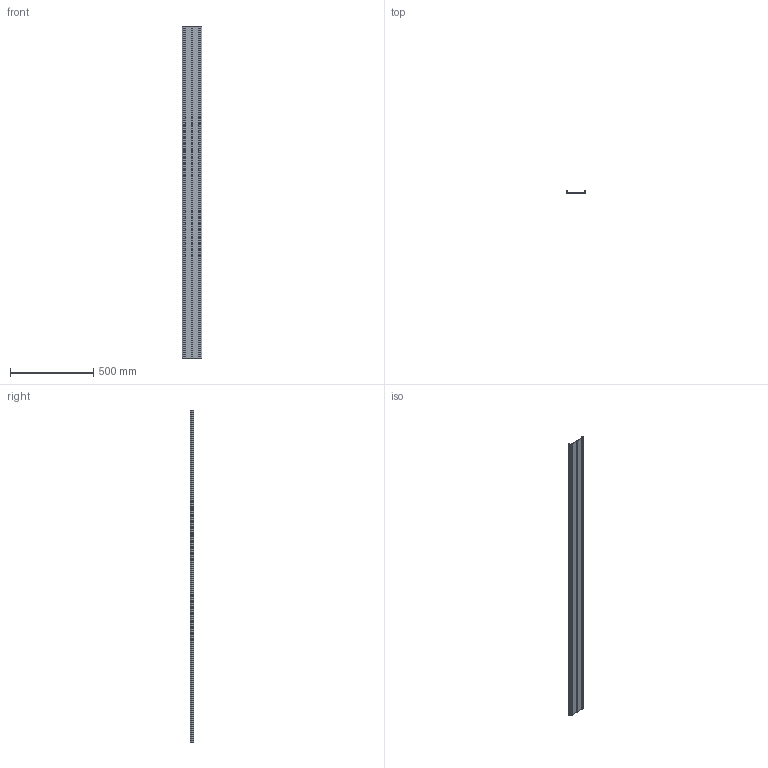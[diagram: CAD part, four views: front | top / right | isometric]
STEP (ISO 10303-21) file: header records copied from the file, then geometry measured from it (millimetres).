
FILE_DESCRIPTION (( 'STEP AP203' ), '1' );
FILE_NAME ('KART YUVASI SERISI - 108 MM PROFIL - PROFIL 2 MT.STEP', '2018-11-02T13:13:45', ( 'user' ), ( '' ), 'SwSTEP 2.0', 'SolidWorks 2016', '' );
FILE_SCHEMA (( 'CONFIG_CONTROL_DESIGN' ));
Length unit declared in the file: millimetre
Products named in the file (1): KART YUVASI SERISI - 108 MM PROFIL - PROFIL 2 MT
Bounding box: 119.8 x 20.1 x 2000 mm (x, y, z)
Volume: 696839.6 mm3; surface area: 815636.4 mm2
Topology: 1 solids, 1 shells, 115 faces, 339 edges, 226 vertices
Faces by surface type: plane 81, cylinder 34
Entity records: 3906 total; most frequent: CARTESIAN_POINT 681, ORIENTED_EDGE 678, DIRECTION 639, EDGE_CURVE 339, LINE 271, VECTOR 271, VERTEX_POINT 226, AXIS2_PLACEMENT_3D 184
